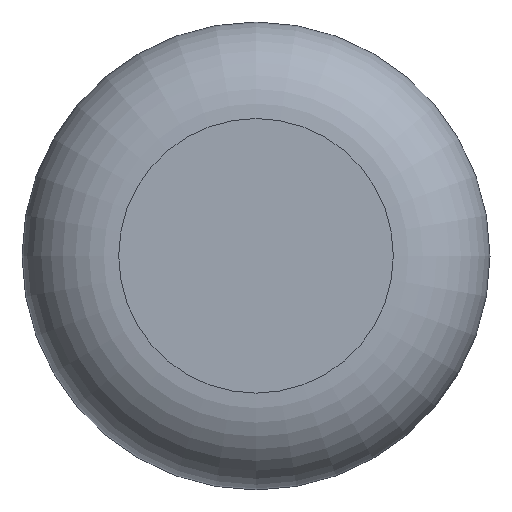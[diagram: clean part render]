
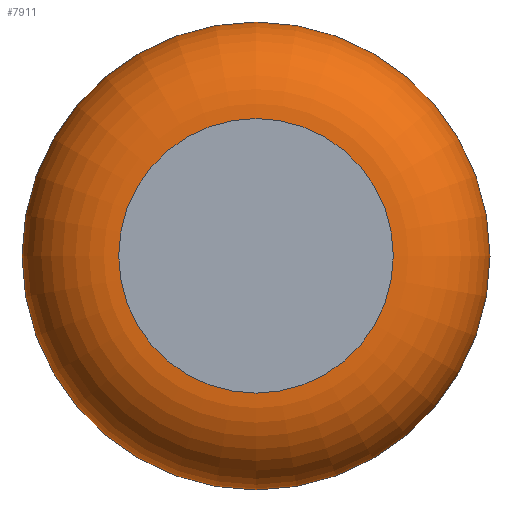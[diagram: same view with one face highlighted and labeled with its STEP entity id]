
A CAD part, top view. The second image highlights one B-rep face of the part: STEP entity #7911.
In plain terms, the highlighted toroidal (fillet/blend) face has major radius 7.1 mm and minor radius 5 mm.
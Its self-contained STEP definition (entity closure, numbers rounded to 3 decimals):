
#776=TOROIDAL_SURFACE('',#19007,7.1,5.);
#7911=ADVANCED_FACE('',(#8319,#8320),#776,.T.);
#8319=FACE_BOUND('',#9089,.T.);
#8320=FACE_BOUND('',#9090,.T.);
#9089=EDGE_LOOP('',(#12986));
#9090=EDGE_LOOP('',(#12987));
#12986=ORIENTED_EDGE('',*,*,#17468,.T.);
#12987=ORIENTED_EDGE('',*,*,#17467,.F.);
#15263=VERTEX_POINT('',#47323);
#15264=VERTEX_POINT('',#47326);
#17467=EDGE_CURVE('',#15263,#15263,#18183,.T.);
#17468=EDGE_CURVE('',#15264,#15264,#18184,.T.);
#18183=CIRCLE('',#19004,7.1);
#18184=CIRCLE('',#19006,11.894);
#19004=AXIS2_PLACEMENT_3D('',#47322,#22094,#22095);
#19006=AXIS2_PLACEMENT_3D('',#47325,#22098,#22099);
#19007=AXIS2_PLACEMENT_3D('',#47327,#22100,#22101);
#22094=DIRECTION('',(0.,1.,0.));
#22095=DIRECTION('',(0.,0.,1.));
#22098=DIRECTION('',(0.,1.,0.));
#22099=DIRECTION('',(0.,0.,1.));
#22100=DIRECTION('',(0.,1.,0.));
#22101=DIRECTION('',(0.,0.,1.));
#47322=CARTESIAN_POINT('',(0.,14.,0.));
#47323=CARTESIAN_POINT('',(0.,14.,7.1));
#47325=CARTESIAN_POINT('',(0.,7.58,0.));
#47326=CARTESIAN_POINT('',(0.,7.58,11.894));
#47327=CARTESIAN_POINT('',(0.,9.,0.));
